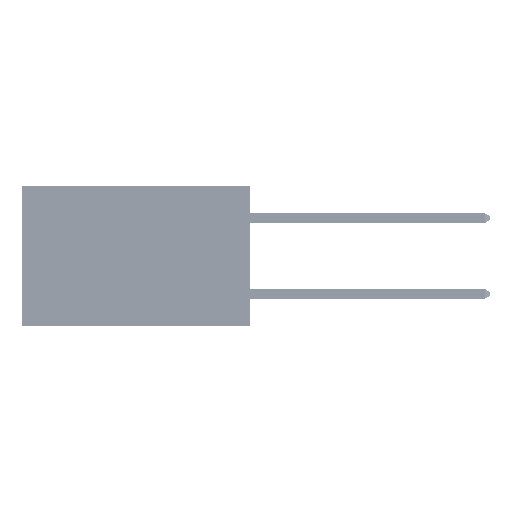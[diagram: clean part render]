
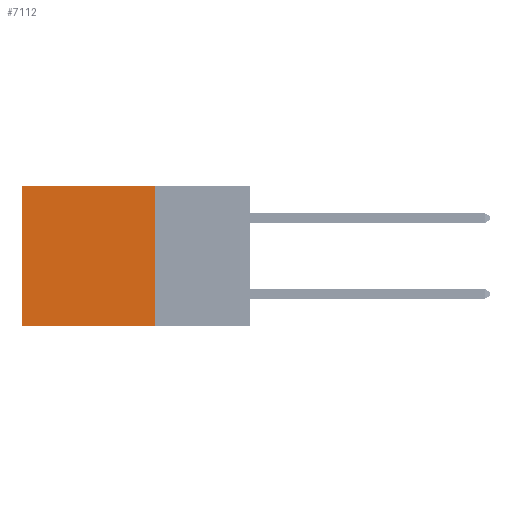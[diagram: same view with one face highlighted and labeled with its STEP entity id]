
A CAD part, left-side view. The second image highlights one B-rep face of the part: STEP entity #7112.
In plain terms, the highlighted planar face has unit normal (-1, 0, 0).
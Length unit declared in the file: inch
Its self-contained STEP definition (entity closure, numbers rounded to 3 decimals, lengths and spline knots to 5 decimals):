
#780 = VERTEX_POINT ( 'NONE', #22044 ) ;
#2527 = DIRECTION ( 'NONE',  ( 1., 0., 0. ) ) ;
#6913 = CARTESIAN_POINT ( 'NONE',  ( 0.2875, 0.25, 0. ) ) ;
#7112 = ADVANCED_FACE ( 'NONE', ( #8011 ), #31750, .F. ) ;
#8011 = FACE_OUTER_BOUND ( 'NONE', #18735, .T. ) ;
#8827 = VECTOR ( 'NONE', #45279, 39.37008 ) ;
#9735 = DIRECTION ( 'NONE',  ( 0., 0., -1. ) ) ;
#9968 = VECTOR ( 'NONE', #25295, 39.37008 ) ;
#11077 = LINE ( 'NONE', #39787, #44918 ) ;
#12651 = AXIS2_PLACEMENT_3D ( 'NONE', #38684, #2527, #9735 ) ;
#13519 = ORIENTED_EDGE ( 'NONE', *, *, #29561, .F. ) ;
#14507 = LINE ( 'NONE', #43427, #9968 ) ;
#15615 = LINE ( 'NONE', #19741, #8827 ) ;
#17139 = CARTESIAN_POINT ( 'NONE',  ( 0.2875, 0.6, 0. ) ) ;
#17748 = VERTEX_POINT ( 'NONE', #41478 ) ;
#18670 = ORIENTED_EDGE ( 'NONE', *, *, #37747, .F. ) ;
#18735 = EDGE_LOOP ( 'NONE', ( #27548, #18670, #13519, #37625 ) ) ;
#19741 = CARTESIAN_POINT ( 'NONE',  ( 0.2875, 0.25, 0. ) ) ;
#21650 = CARTESIAN_POINT ( 'NONE',  ( 0.2875, 0.6, -0.37 ) ) ;
#22044 = CARTESIAN_POINT ( 'NONE',  ( 0.2875, 0.25, -0.37 ) ) ;
#22749 = EDGE_CURVE ( 'NONE', #40688, #44437, #14507, .T. ) ;
#25295 = DIRECTION ( 'NONE',  ( 0., 0., -1. ) ) ;
#25445 = DIRECTION ( 'NONE',  ( 0., 1., 0. ) ) ;
#27548 = ORIENTED_EDGE ( 'NONE', *, *, #22749, .T. ) ;
#29530 = EDGE_CURVE ( 'NONE', #17748, #40688, #15615, .T. ) ;
#29561 = EDGE_CURVE ( 'NONE', #17748, #780, #38656, .T. ) ;
#31750 = PLANE ( 'NONE',  #12651 ) ;
#35875 = DIRECTION ( 'NONE',  ( 0., 0., -1. ) ) ;
#37625 = ORIENTED_EDGE ( 'NONE', *, *, #29530, .T. ) ;
#37747 = EDGE_CURVE ( 'NONE', #780, #44437, #11077, .T. ) ;
#38656 = LINE ( 'NONE', #6913, #43757 ) ;
#38684 = CARTESIAN_POINT ( 'NONE',  ( 0.2875, 0.25, 0. ) ) ;
#39787 = CARTESIAN_POINT ( 'NONE',  ( 0.2875, 0.25, -0.37 ) ) ;
#40688 = VERTEX_POINT ( 'NONE', #17139 ) ;
#41478 = CARTESIAN_POINT ( 'NONE',  ( 0.2875, 0.25, 0. ) ) ;
#43427 = CARTESIAN_POINT ( 'NONE',  ( 0.2875, 0.6, 0. ) ) ;
#43757 = VECTOR ( 'NONE', #35875, 39.37008 ) ;
#44437 = VERTEX_POINT ( 'NONE', #21650 ) ;
#44918 = VECTOR ( 'NONE', #25445, 39.37008 ) ;
#45279 = DIRECTION ( 'NONE',  ( 0., 1., 0. ) ) ;
